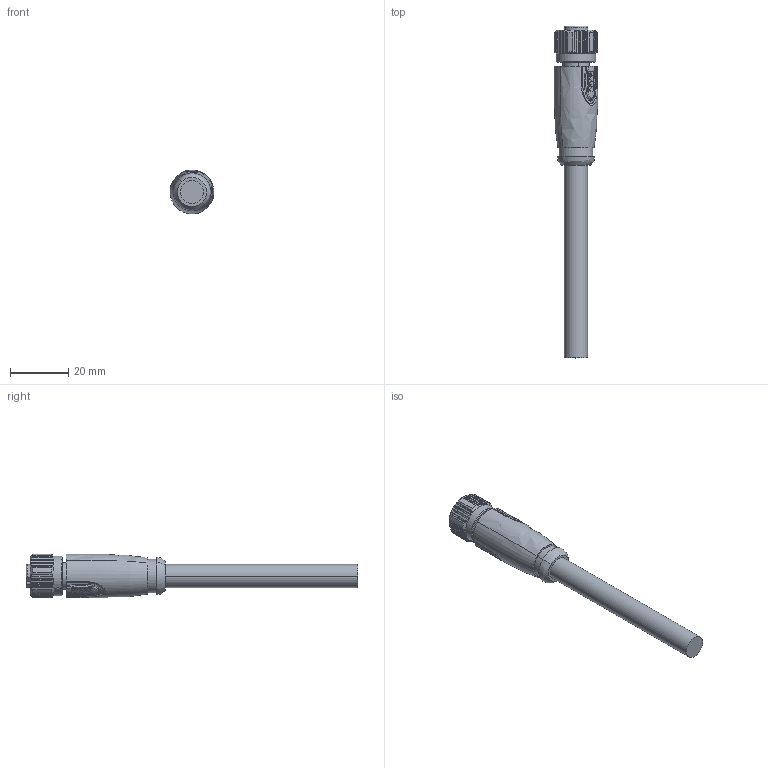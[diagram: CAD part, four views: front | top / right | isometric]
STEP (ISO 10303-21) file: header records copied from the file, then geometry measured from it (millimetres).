
FILE_DESCRIPTION((''),'2;1');
FILE_NAME('MSBR-11','2022-07-14T',('lian.chen'),(''),'PRO/ENGINEER BY PARAMETRIC TECHNOLOGY CORPORATION, 2012480','PRO/ENGINEER BY PARAMETRIC TECHNOLOGY CORPORATION, 2012480','');
FILE_SCHEMA(('CONFIG_CONTROL_DESIGN'));
Length unit declared in the file: millimetre
Products named in the file (1): MSBR-11
Bounding box: 15.05 x 114.1 x 15.05 mm (x, y, z)
Volume: 10088.1 mm3; surface area: 5104.4 mm2
Topology: 1 solids, 1 shells, 436 faces, 1168 edges, 762 vertices
Faces by surface type: plane 230, cylinder 123, bspline 28, cone 28, torus 20, revolution 6, extrusion 1
Entity records: 21388 total; most frequent: CARTESIAN_POINT 10959, ORIENTED_EDGE 2336, DIRECTION 1906, EDGE_CURVE 1168, VERTEX_POINT 762, AXIS2_PLACEMENT_3D 670, VECTOR 560, LINE 559
